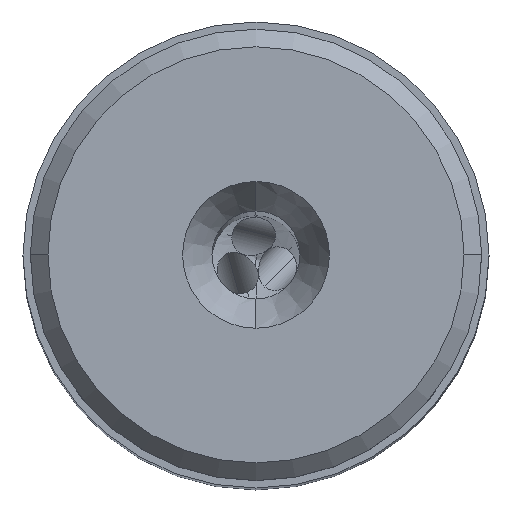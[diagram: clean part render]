
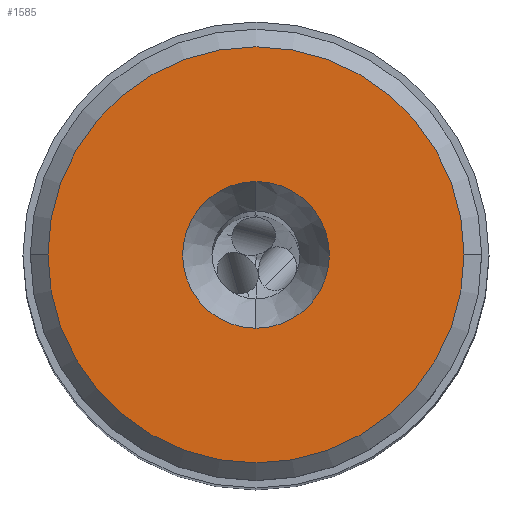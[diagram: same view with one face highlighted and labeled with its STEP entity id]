
A CAD part, top view. The second image highlights one B-rep face of the part: STEP entity #1585.
In plain terms, the highlighted planar face has unit normal (0, 0, 1).
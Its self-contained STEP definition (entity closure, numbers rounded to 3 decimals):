
#252=PLANE('',#7382);
#1585=ADVANCED_FACE('',(#1962,#1963),#252,.F.);
#1962=FACE_BOUND('',#2198,.T.);
#1963=FACE_BOUND('',#2199,.T.);
#2198=EDGE_LOOP('',(#3944,#3945));
#2199=EDGE_LOOP('',(#3946,#3947));
#3944=ORIENTED_EDGE('',*,*,#6208,.T.);
#3945=ORIENTED_EDGE('',*,*,#6209,.T.);
#3946=ORIENTED_EDGE('',*,*,#6210,.T.);
#3947=ORIENTED_EDGE('',*,*,#6207,.T.);
#5337=VERTEX_POINT('',#15532);
#5338=VERTEX_POINT('',#15534);
#5339=VERTEX_POINT('',#15538);
#5340=VERTEX_POINT('',#15539);
#6207=EDGE_CURVE('',#5337,#5338,#6764,.T.);
#6208=EDGE_CURVE('',#5339,#5340,#6765,.T.);
#6209=EDGE_CURVE('',#5340,#5339,#6766,.T.);
#6210=EDGE_CURVE('',#5338,#5337,#6767,.T.);
#6764=CIRCLE('',#7377,5.);
#6765=CIRCLE('',#7379,14.175);
#6766=CIRCLE('',#7380,14.175);
#6767=CIRCLE('',#7381,5.);
#7377=AXIS2_PLACEMENT_3D('',#15535,#8643,#8644);
#7379=AXIS2_PLACEMENT_3D('',#15537,#8647,#8648);
#7380=AXIS2_PLACEMENT_3D('',#15540,#8649,#8650);
#7381=AXIS2_PLACEMENT_3D('',#15541,#8651,#8652);
#7382=AXIS2_PLACEMENT_3D('',#15542,#8653,#8654);
#8643=DIRECTION('',(0.,0.,-1.));
#8644=DIRECTION('',(0.,1.,0.));
#8647=DIRECTION('',(0.,0.,1.));
#8648=DIRECTION('',(1.,0.,0.));
#8649=DIRECTION('',(0.,0.,1.));
#8650=DIRECTION('',(-1.,0.,0.));
#8651=DIRECTION('',(0.,0.,-1.));
#8652=DIRECTION('',(0.,-1.,0.));
#8653=DIRECTION('',(0.,0.,-1.));
#8654=DIRECTION('',(-1.,0.,0.));
#15532=CARTESIAN_POINT('',(0.,5.,0.));
#15534=CARTESIAN_POINT('',(0.,-5.,0.));
#15535=CARTESIAN_POINT('',(0.,0.,0.));
#15537=CARTESIAN_POINT('',(0.,0.,0.));
#15538=CARTESIAN_POINT('',(14.175,0.,0.));
#15539=CARTESIAN_POINT('',(-14.175,0.,0.));
#15540=CARTESIAN_POINT('',(0.,0.,0.));
#15541=CARTESIAN_POINT('',(0.,0.,0.));
#15542=CARTESIAN_POINT('',(0.,0.,0.));
